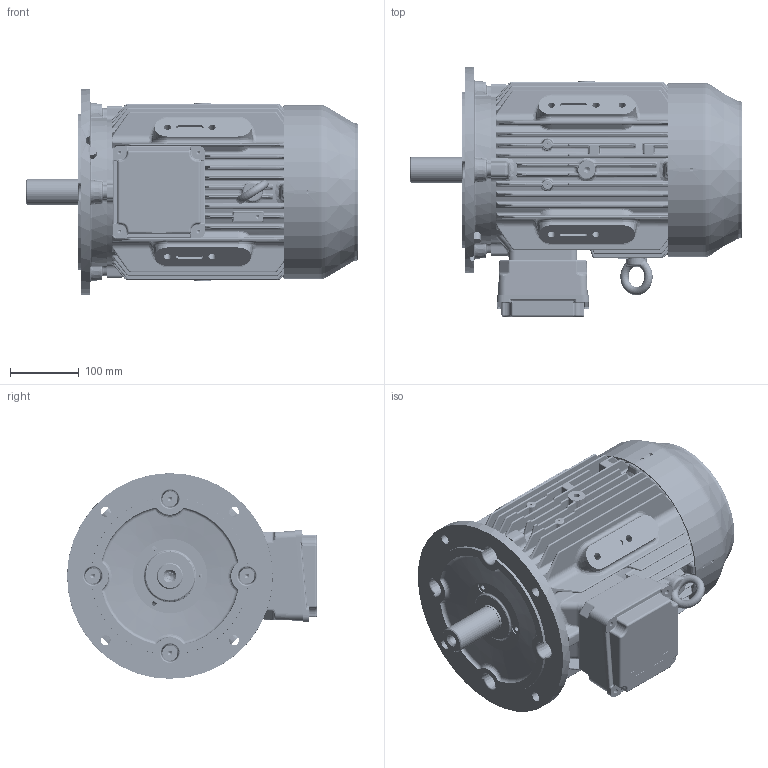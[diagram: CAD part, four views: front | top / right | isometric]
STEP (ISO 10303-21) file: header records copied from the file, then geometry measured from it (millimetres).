
FILE_DESCRIPTION( ( 'Unknown' ), '1' );
FILE_NAME( 'WP-DF132SX B5.stp', 'Unknown', ( 'Unknown' ), ( 'Unknown' ), 'PSStep 17.0.49', 'Unknown', ' ' );
FILE_SCHEMA( ( 'AUTOMOTIVE_DESIGN { 1 0 10303 214 1 1 1 1 }' ) );
Length unit declared in the file: millimetre
Products named in the file (1): q14yh002
Bounding box: 484.5 x 364.48 x 300 mm (x, y, z)
Volume: 5260450.9 mm3; surface area: 1571938 mm2
Topology: 1 solids, 6 shells, 5889 faces, 15266 edges, 9304 vertices
Faces by surface type: cylinder 2079, plane 1554, bspline 1420, torus 318, cone 270, sphere 248
Full cylindrical faces by diameter (mm): 2.459 x2, 3.2 x4, 4.5 x4, 5 x4, 5.188 x13, 6 x11, 6.5 x4, 6.8 x1, 6.985 x9, 7 x11, 8 x1, 8.782 x4, 9 x8, 9.295 x1, 10.561 x1, 10.579 x9, 13.836 x1, 14.5 x4, 16 x3, 24 x1, 25 x1, 25.2 x1, 30 x1, 35 x1, 37 x1, 38 x1, 40 x3, 44 x1, 44.5 x1, 52 x1
Entity records: 409382 total; most frequent: CARTESIAN_POINT 227646, ORIENTED_EDGE 29386, DIRECTION 26593, EDGE_CURVE 14693, AXIS2_PLACEMENT_3D 10386, VERTEX_POINT 9166, EDGE_LOOP 6692, FACE_OUTER_BOUND 6029
